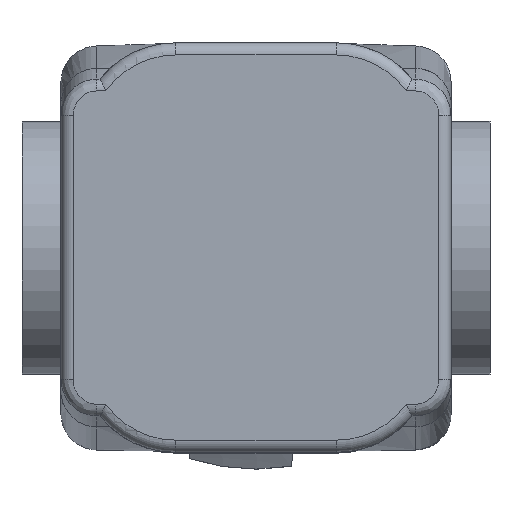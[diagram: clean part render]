
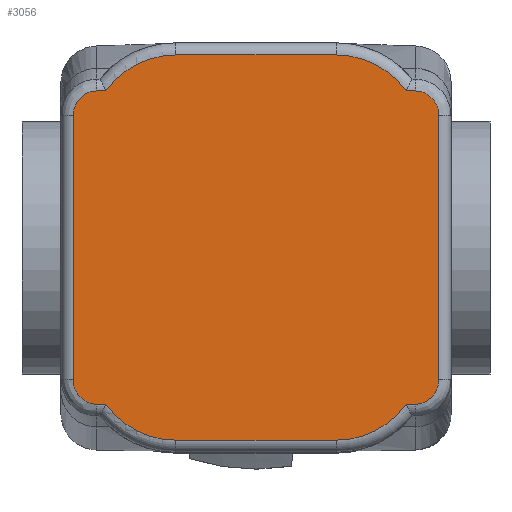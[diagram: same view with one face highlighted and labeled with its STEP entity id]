
A CAD part, top view. The second image highlights one B-rep face of the part: STEP entity #3056.
In plain terms, the highlighted planar face has unit normal (0, 0, 1).
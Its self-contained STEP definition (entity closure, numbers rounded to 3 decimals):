
#2094=CARTESIAN_POINT('',(16.35,-16.061,27.5));
#2095=VERTEX_POINT('',#2094);
#2103=CARTESIAN_POINT('',(15.388,-16.061,27.5));
#2104=VERTEX_POINT('',#2103);
#2105=CARTESIAN_POINT('',(16.35,-16.061,27.5));
#2106=DIRECTION('',(-1.0,0.0,0.0));
#2107=VECTOR('',#2106,0.962);
#2108=LINE('',#2105,#2107);
#2109=EDGE_CURVE('',#2095,#2104,#2108,.T.);
#2180=CARTESIAN_POINT('',(18.75,-13.562,27.5));
#2181=VERTEX_POINT('',#2180);
#2189=CARTESIAN_POINT('',(18.75,-13.562,27.5));
#2190=CARTESIAN_POINT('',(18.75,-14.109,27.5));
#2191=CARTESIAN_POINT('',(18.453,-15.024,27.5));
#2192=CARTESIAN_POINT('',(17.449,-15.882,27.5));
#2193=CARTESIAN_POINT('',(16.715,-16.061,27.5));
#2194=CARTESIAN_POINT('',(16.35,-16.061,27.5));
#2195=B_SPLINE_CURVE_WITH_KNOTS('',3,(#2189,#2190,#2191,#2192,#2193,#2194),.UNSPECIFIED.,.F.,.U.,(4,1,1,4),(0.0,0.164,0.274,0.383),.UNSPECIFIED.);
#2196=EDGE_CURVE('',#2181,#2095,#2195,.T.);
#2208=CARTESIAN_POINT('',(18.75,13.562,27.5));
#2209=VERTEX_POINT('',#2208);
#2217=CARTESIAN_POINT('',(18.75,13.562,27.5));
#2218=DIRECTION('',(0.0,-1.0,0.0));
#2219=VECTOR('',#2218,27.124);
#2220=LINE('',#2217,#2219);
#2221=EDGE_CURVE('',#2209,#2181,#2220,.T.);
#2270=CARTESIAN_POINT('',(16.35,16.061,27.5));
#2271=VERTEX_POINT('',#2270);
#2279=CARTESIAN_POINT('',(16.35,16.061,27.5));
#2280=CARTESIAN_POINT('',(16.896,16.061,27.5));
#2281=CARTESIAN_POINT('',(18.18,15.577,27.5));
#2282=CARTESIAN_POINT('',(18.75,14.29,27.5));
#2283=CARTESIAN_POINT('',(18.75,13.562,27.5));
#2284=B_SPLINE_CURVE_WITH_KNOTS('',3,(#2279,#2280,#2281,#2282,#2283),.UNSPECIFIED.,.F.,.U.,(4,1,4),(0.0,0.164,0.382),.UNSPECIFIED.);
#2285=EDGE_CURVE('',#2271,#2209,#2284,.T.);
#2295=CARTESIAN_POINT('',(15.388,16.061,27.5));
#2296=VERTEX_POINT('',#2295);
#2297=CARTESIAN_POINT('',(15.388,16.061,27.5));
#2298=DIRECTION('',(1.0,0.0,0.0));
#2299=VECTOR('',#2298,0.962);
#2300=LINE('',#2297,#2299);
#2301=EDGE_CURVE('',#2296,#2271,#2300,.T.);
#2335=CARTESIAN_POINT('',(8.25,-19.75,27.5));
#2336=VERTEX_POINT('',#2335);
#2365=CARTESIAN_POINT('',(8.25,-11.,27.5));
#2366=DIRECTION('',(0.0,0.0,-1.));
#2367=DIRECTION('',(0.447,-0.894,0.0));
#2368=AXIS2_PLACEMENT_3D('',#2365,#2366,#2367);
#2369=CIRCLE('',#2368,8.75);
#2370=EDGE_CURVE('',#2104,#2336,#2369,.T.);
#2380=CARTESIAN_POINT('',(-8.25,-19.75,27.5));
#2381=VERTEX_POINT('',#2380);
#2398=CARTESIAN_POINT('',(8.25,-19.75,27.5));
#2399=DIRECTION('',(-1.0,0.0,0.0));
#2400=VECTOR('',#2399,16.5);
#2401=LINE('',#2398,#2400);
#2402=EDGE_CURVE('',#2336,#2381,#2401,.T.);
#2422=CARTESIAN_POINT('',(-15.388,-16.061,27.5));
#2423=VERTEX_POINT('',#2422);
#2424=CARTESIAN_POINT('',(-8.25,-11.,27.5));
#2425=DIRECTION('',(0.0,0.0,-1.));
#2426=DIRECTION('',(-0.447,-0.894,0.0));
#2427=AXIS2_PLACEMENT_3D('',#2424,#2425,#2426);
#2428=CIRCLE('',#2427,8.75);
#2429=EDGE_CURVE('',#2381,#2423,#2428,.T.);
#2465=CARTESIAN_POINT('',(-16.35,16.061,27.5));
#2466=VERTEX_POINT('',#2465);
#2474=CARTESIAN_POINT('',(-15.388,16.061,27.5));
#2475=VERTEX_POINT('',#2474);
#2476=CARTESIAN_POINT('',(-16.35,16.061,27.5));
#2477=DIRECTION('',(1.0,0.0,0.0));
#2478=VECTOR('',#2477,0.962);
#2479=LINE('',#2476,#2478);
#2480=EDGE_CURVE('',#2466,#2475,#2479,.T.);
#2513=CARTESIAN_POINT('',(8.25,19.75,27.5));
#2514=VERTEX_POINT('',#2513);
#2532=CARTESIAN_POINT('',(-8.25,19.75,27.5));
#2533=VERTEX_POINT('',#2532);
#2541=CARTESIAN_POINT('',(-8.25,19.75,27.5));
#2542=DIRECTION('',(1.0,0.0,0.0));
#2543=VECTOR('',#2542,16.5);
#2544=LINE('',#2541,#2543);
#2545=EDGE_CURVE('',#2533,#2514,#2544,.T.);
#2555=CARTESIAN_POINT('',(-8.25,11.,27.5));
#2556=DIRECTION('',(0.0,0.0,-1.));
#2557=DIRECTION('',(-0.447,0.894,0.0));
#2558=AXIS2_PLACEMENT_3D('',#2555,#2556,#2557);
#2559=CIRCLE('',#2558,8.75);
#2560=EDGE_CURVE('',#2475,#2533,#2559,.T.);
#2626=CARTESIAN_POINT('',(-18.75,13.562,27.5));
#2627=VERTEX_POINT('',#2626);
#2635=CARTESIAN_POINT('',(-18.75,13.562,27.5));
#2636=CARTESIAN_POINT('',(-18.75,14.109,27.5));
#2637=CARTESIAN_POINT('',(-18.453,15.024,27.5));
#2638=CARTESIAN_POINT('',(-17.449,15.882,27.5));
#2639=CARTESIAN_POINT('',(-16.715,16.061,27.5));
#2640=CARTESIAN_POINT('',(-16.35,16.061,27.5));
#2641=B_SPLINE_CURVE_WITH_KNOTS('',3,(#2635,#2636,#2637,#2638,#2639,#2640),.UNSPECIFIED.,.F.,.U.,(4,1,1,4),(0.0,0.164,0.274,0.383),.UNSPECIFIED.);
#2642=EDGE_CURVE('',#2627,#2466,#2641,.T.);
#2652=CARTESIAN_POINT('',(-18.75,-13.562,27.5));
#2653=VERTEX_POINT('',#2652);
#2661=CARTESIAN_POINT('',(-18.75,-13.562,27.5));
#2662=DIRECTION('',(0.0,1.0,0.0));
#2663=VECTOR('',#2662,27.124);
#2664=LINE('',#2661,#2663);
#2665=EDGE_CURVE('',#2653,#2627,#2664,.T.);
#2709=CARTESIAN_POINT('',(-16.35,-16.061,27.5));
#2710=VERTEX_POINT('',#2709);
#2718=CARTESIAN_POINT('',(-16.35,-16.061,27.5));
#2719=CARTESIAN_POINT('',(-16.896,-16.061,27.5));
#2720=CARTESIAN_POINT('',(-18.18,-15.577,27.5));
#2721=CARTESIAN_POINT('',(-18.75,-14.29,27.5));
#2722=CARTESIAN_POINT('',(-18.75,-13.562,27.5));
#2723=B_SPLINE_CURVE_WITH_KNOTS('',3,(#2718,#2719,#2720,#2721,#2722),.UNSPECIFIED.,.F.,.U.,(4,1,4),(0.0,0.164,0.382),.UNSPECIFIED.);
#2724=EDGE_CURVE('',#2710,#2653,#2723,.T.);
#2734=CARTESIAN_POINT('',(-15.388,-16.061,27.5));
#2735=DIRECTION('',(-1.0,0.0,0.0));
#2736=VECTOR('',#2735,0.962);
#2737=LINE('',#2734,#2736);
#2738=EDGE_CURVE('',#2423,#2710,#2737,.T.);
#2766=CARTESIAN_POINT('',(8.25,11.,27.5));
#2767=DIRECTION('',(0.0,0.0,-1.));
#2768=DIRECTION('',(0.447,0.894,0.0));
#2769=AXIS2_PLACEMENT_3D('',#2766,#2767,#2768);
#2770=CIRCLE('',#2769,8.75);
#2771=EDGE_CURVE('',#2514,#2296,#2770,.T.);
#3033=CARTESIAN_POINT('',(0.,0.,27.5));
#3034=DIRECTION('',(0.0,0.0,1.0));
#3035=DIRECTION('',(1.0,0.0,0.0));
#3036=AXIS2_PLACEMENT_3D('',#3033,#3034,#3035);
#3037=PLANE('',#3036);
#3038=ORIENTED_EDGE('',*,*,#2545,.F.);
#3039=ORIENTED_EDGE('',*,*,#2560,.F.);
#3040=ORIENTED_EDGE('',*,*,#2480,.F.);
#3041=ORIENTED_EDGE('',*,*,#2642,.F.);
#3042=ORIENTED_EDGE('',*,*,#2665,.F.);
#3043=ORIENTED_EDGE('',*,*,#2724,.F.);
#3044=ORIENTED_EDGE('',*,*,#2738,.F.);
#3045=ORIENTED_EDGE('',*,*,#2429,.F.);
#3046=ORIENTED_EDGE('',*,*,#2402,.F.);
#3047=ORIENTED_EDGE('',*,*,#2370,.F.);
#3048=ORIENTED_EDGE('',*,*,#2109,.F.);
#3049=ORIENTED_EDGE('',*,*,#2196,.F.);
#3050=ORIENTED_EDGE('',*,*,#2221,.F.);
#3051=ORIENTED_EDGE('',*,*,#2285,.F.);
#3052=ORIENTED_EDGE('',*,*,#2301,.F.);
#3053=ORIENTED_EDGE('',*,*,#2771,.F.);
#3054=EDGE_LOOP('',(#3038,#3039,#3040,#3041,#3042,#3043,#3044,#3045,#3046,#3047,#3048,#3049,#3050,#3051,#3052,#3053));
#3055=FACE_OUTER_BOUND('',#3054,.T.);
#3056=ADVANCED_FACE('',(#3055),#3037,.T.);
